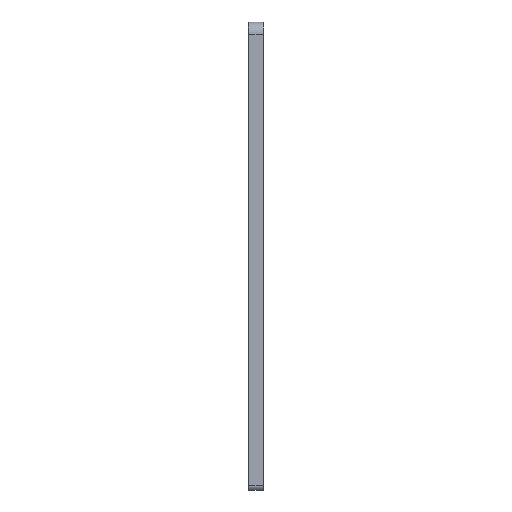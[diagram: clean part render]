
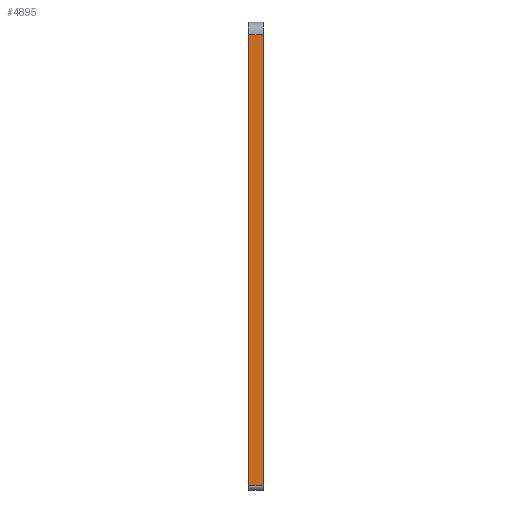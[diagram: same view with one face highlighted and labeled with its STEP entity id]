
A CAD part, left-side view. The second image highlights one B-rep face of the part: STEP entity #4895.
In plain terms, the highlighted planar face has unit normal (-1, 0, 0).
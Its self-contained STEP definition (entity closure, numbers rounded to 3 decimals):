
#805=FACE_OUTER_BOUND('',#1131,.T.);
#1131=EDGE_LOOP('',(#3963,#3964,#3965,#3966));
#1510=LINE('',#8221,#1886);
#1525=LINE('',#8261,#1901);
#1526=LINE('',#8265,#1902);
#1527=LINE('',#8266,#1903);
#1886=VECTOR('',#6622,10.);
#1901=VECTOR('',#6667,10.);
#1902=VECTOR('',#6672,10.);
#1903=VECTOR('',#6673,10.);
#2325=VERTEX_POINT('',#8218);
#2326=VERTEX_POINT('',#8220);
#2336=VERTEX_POINT('',#8260);
#2337=VERTEX_POINT('',#8264);
#2910=EDGE_CURVE('',#2325,#2326,#1510,.T.);
#2930=EDGE_CURVE('',#2326,#2336,#1525,.T.);
#2932=EDGE_CURVE('',#2337,#2325,#1526,.T.);
#2933=EDGE_CURVE('',#2336,#2337,#1527,.T.);
#3963=ORIENTED_EDGE('',*,*,#2910,.F.);
#3964=ORIENTED_EDGE('',*,*,#2932,.F.);
#3965=ORIENTED_EDGE('',*,*,#2933,.F.);
#3966=ORIENTED_EDGE('',*,*,#2930,.F.);
#4713=PLANE('',#5419);
#4895=ADVANCED_FACE('',(#805),#4713,.T.);
#5419=AXIS2_PLACEMENT_3D('',#8263,#6670,#6671);
#6622=DIRECTION('',(0.,0.,1.));
#6667=DIRECTION('',(0.,-1.,0.));
#6670=DIRECTION('center_axis',(-1.,0.,0.));
#6671=DIRECTION('ref_axis',(0.,0.,-1.));
#6672=DIRECTION('',(0.,1.,0.));
#6673=DIRECTION('',(0.,0.,-1.));
#8218=CARTESIAN_POINT('',(-83.85,-0.15,-108.4));
#8220=CARTESIAN_POINT('',(-83.85,-0.15,34.));
#8221=CARTESIAN_POINT('',(-83.85,-0.15,1.075));
#8260=CARTESIAN_POINT('',(-83.85,-4.85,34.));
#8261=CARTESIAN_POINT('',(-83.85,0.,34.));
#8263=CARTESIAN_POINT('Origin',(-83.85,0.,38.));
#8264=CARTESIAN_POINT('',(-83.85,-4.85,-108.4));
#8265=CARTESIAN_POINT('',(-83.85,0.,-108.4));
#8266=CARTESIAN_POINT('',(-83.85,-4.85,1.075));
